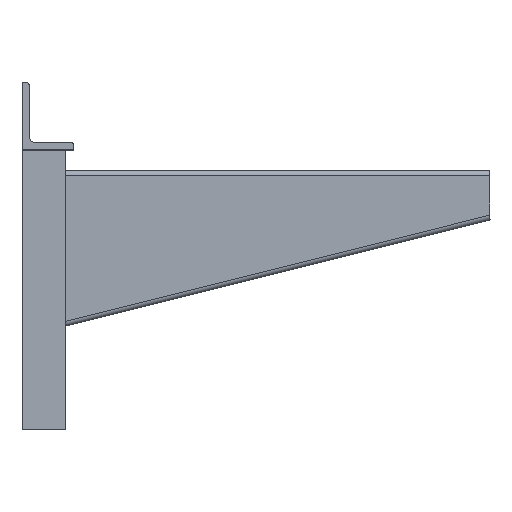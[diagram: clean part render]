
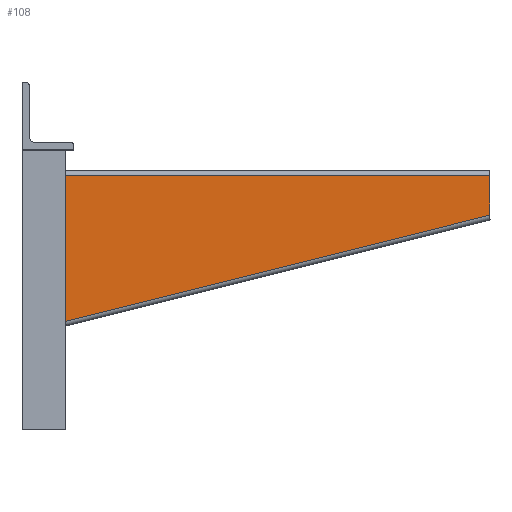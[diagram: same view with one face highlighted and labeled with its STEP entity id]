
A CAD part, top view. The second image highlights one B-rep face of the part: STEP entity #108.
In plain terms, the highlighted face is planar.
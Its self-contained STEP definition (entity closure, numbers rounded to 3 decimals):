
#51 = VECTOR ( 'NONE', #200, 1000. ) ;
#84 = LINE ( 'NONE', #950, #51 ) ;
#108 = ADVANCED_FACE ( 'NONE', ( #590 ), #157, .F. ) ;
#151 = CARTESIAN_POINT ( 'NONE',  ( 0., -145.562, 0. ) ) ;
#157 = PLANE ( 'NONE',  #579 ) ;
#167 = ORIENTED_EDGE ( 'NONE', *, *, #1447, .F. ) ;
#172 = DIRECTION ( 'NONE',  ( 0., 0., -1. ) ) ;
#200 = DIRECTION ( 'NONE',  ( 0., -1., 0. ) ) ;
#216 = LINE ( 'NONE', #378, #1020 ) ;
#217 = CARTESIAN_POINT ( 'NONE',  ( 0., -43., 410. ) ) ;
#263 = DIRECTION ( 'NONE',  ( 0., 0.242, 0.97 ) ) ;
#293 = CARTESIAN_POINT ( 'NONE',  ( 0., -179.543, 7.314 ) ) ;
#344 = EDGE_CURVE ( 'NONE', #694, #485, #84, .T. ) ;
#351 = VECTOR ( 'NONE', #172, 1000. ) ;
#378 = CARTESIAN_POINT ( 'NONE',  ( 0., 0., 0. ) ) ;
#482 = ORIENTED_EDGE ( 'NONE', *, *, #946, .T. ) ;
#485 = VERTEX_POINT ( 'NONE', #217 ) ;
#515 = VERTEX_POINT ( 'NONE', #1469 ) ;
#532 = CARTESIAN_POINT ( 'NONE',  ( 0., -4.5, 0. ) ) ;
#579 = AXIS2_PLACEMENT_3D ( 'NONE', #293, #1423, #263 ) ;
#590 = FACE_OUTER_BOUND ( 'NONE', #875, .T. ) ;
#605 = DIRECTION ( 'NONE',  ( 0., 1., 0. ) ) ;
#607 = LINE ( 'NONE', #532, #351 ) ;
#694 = VERTEX_POINT ( 'NONE', #848 ) ;
#813 = LINE ( 'NONE', #966, #1306 ) ;
#844 = ORIENTED_EDGE ( 'NONE', *, *, #344, .F. ) ;
#848 = CARTESIAN_POINT ( 'NONE',  ( 0., -4.5, 410. ) ) ;
#875 = EDGE_LOOP ( 'NONE', ( #167, #482, #844, #1493 ) ) ;
#946 = EDGE_CURVE ( 'NONE', #1461, #485, #813, .T. ) ;
#950 = CARTESIAN_POINT ( 'NONE',  ( 0., -48., 410. ) ) ;
#966 = CARTESIAN_POINT ( 'NONE',  ( 0., -145.842, -1.116 ) ) ;
#1020 = VECTOR ( 'NONE', #605, 1000. ) ;
#1239 = EDGE_CURVE ( 'NONE', #694, #515, #607, .T. ) ;
#1306 = VECTOR ( 'NONE', #1537, 1000. ) ;
#1423 = DIRECTION ( 'NONE',  ( 1., 0., 0. ) ) ;
#1447 = EDGE_CURVE ( 'NONE', #1461, #515, #216, .T. ) ;
#1461 = VERTEX_POINT ( 'NONE', #151 ) ;
#1469 = CARTESIAN_POINT ( 'NONE',  ( 0., -4.5, 0. ) ) ;
#1493 = ORIENTED_EDGE ( 'NONE', *, *, #1239, .T. ) ;
#1537 = DIRECTION ( 'NONE',  ( 0., 0.243, 0.97 ) ) ;
